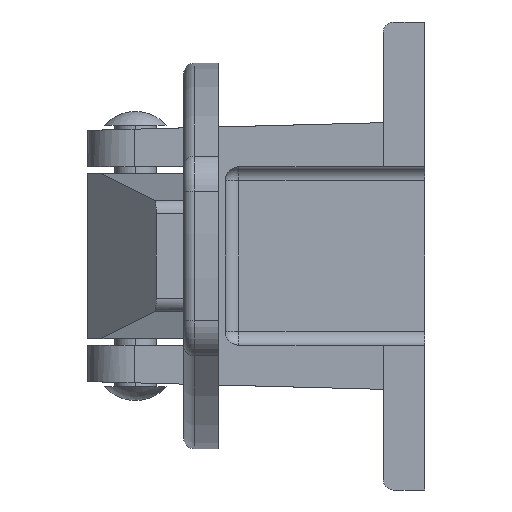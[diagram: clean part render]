
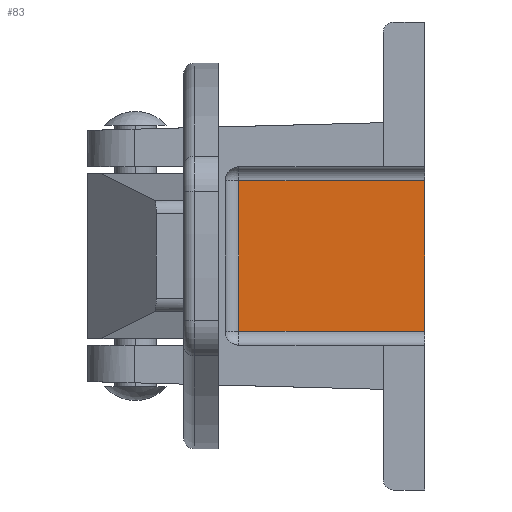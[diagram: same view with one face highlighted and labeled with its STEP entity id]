
A CAD part, left-side view. The second image highlights one B-rep face of the part: STEP entity #83.
In plain terms, the highlighted planar face has unit normal (-1, 0, 0).
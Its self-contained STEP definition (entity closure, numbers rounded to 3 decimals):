
#13 = EDGE_CURVE ( 'NONE', #3911, #4032, #3165, .T. ) ;
#15 = EDGE_CURVE ( 'NONE', #4032, #3924, #3172, .T. ) ;
#17 = EDGE_CURVE ( 'NONE', #3924, #3896, #3178, .T. ) ;
#83 = ADVANCED_FACE ( 'NONE', ( #4421 ), #3343, .F. ) ;
#926 = VECTOR ( 'NONE', #1861, 1000. ) ;
#1144 = ORIENTED_EDGE ( 'NONE', *, *, #15, .T. ) ;
#1145 = ORIENTED_EDGE ( 'NONE', *, *, #3043, .F. ) ;
#1146 = ORIENTED_EDGE ( 'NONE', *, *, #13, .T. ) ;
#1147 = ORIENTED_EDGE ( 'NONE', *, *, #17, .T. ) ;
#1859 = LINE ( 'NONE', #1860, #926 ) ;
#1860 = CARTESIAN_POINT ( 'NONE',  ( -1.5, -42., -12.95 ) ) ;
#1861 = DIRECTION ( 'NONE',  ( 0., 0., -1. ) ) ;
#2033 = CARTESIAN_POINT ( 'NONE',  ( -1.5, -42., -10.95 ) ) ;
#2048 = CARTESIAN_POINT ( 'NONE',  ( -1.5, -42., 10.95 ) ) ;
#2061 = CARTESIAN_POINT ( 'NONE',  ( -1.5, -15., -10.95 ) ) ;
#2802 = CARTESIAN_POINT ( 'NONE',  ( -1.5, -15., 10.95 ) ) ;
#3043 = EDGE_CURVE ( 'NONE', #3911, #3896, #1859, .T. ) ;
#3165 = LINE ( 'NONE', #3166, #4298 ) ;
#3166 = CARTESIAN_POINT ( 'NONE',  ( -1.5, -15., 10.95 ) ) ;
#3167 = DIRECTION ( 'NONE',  ( 0., 1., 0. ) ) ;
#3172 = LINE ( 'NONE', #3173, #4301 ) ;
#3173 = CARTESIAN_POINT ( 'NONE',  ( -1.5, -15., 12.95 ) ) ;
#3174 = DIRECTION ( 'NONE',  ( 0., 0., -1. ) ) ;
#3178 = LINE ( 'NONE', #3179, #4304 ) ;
#3179 = CARTESIAN_POINT ( 'NONE',  ( -1.5, -42., -10.95 ) ) ;
#3180 = DIRECTION ( 'NONE',  ( 0., -1., 0. ) ) ;
#3343 = PLANE ( 'NONE',  #4423 ) ;
#3344 = CARTESIAN_POINT ( 'NONE',  ( -1.5, -42., -12.95 ) ) ;
#3345 = DIRECTION ( 'NONE',  ( 1., 0., 0. ) ) ;
#3346 = DIRECTION ( 'NONE',  ( 0., 0., -1. ) ) ;
#3896 = VERTEX_POINT ( 'NONE', #2033 ) ;
#3911 = VERTEX_POINT ( 'NONE', #2048 ) ;
#3924 = VERTEX_POINT ( 'NONE', #2061 ) ;
#4032 = VERTEX_POINT ( 'NONE', #2802 ) ;
#4098 = EDGE_LOOP ( 'NONE', ( #1145, #1146, #1144, #1147 ) ) ;
#4298 = VECTOR ( 'NONE', #3167, 1000. ) ;
#4301 = VECTOR ( 'NONE', #3174, 1000. ) ;
#4304 = VECTOR ( 'NONE', #3180, 1000. ) ;
#4421 = FACE_OUTER_BOUND ( 'NONE', #4098, .T. ) ;
#4423 = AXIS2_PLACEMENT_3D ( 'NONE', #3344, #3345, #3346 ) ;
